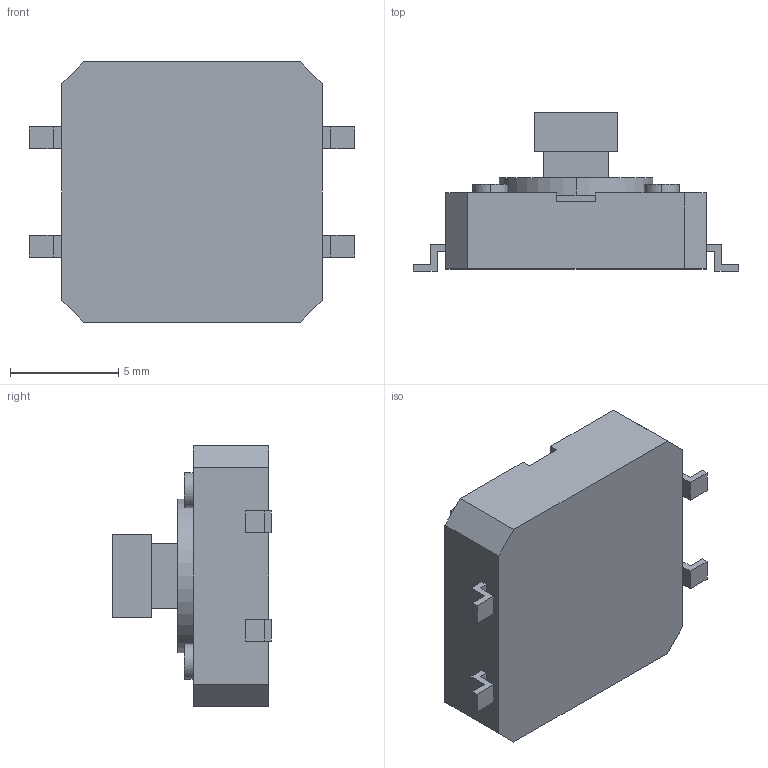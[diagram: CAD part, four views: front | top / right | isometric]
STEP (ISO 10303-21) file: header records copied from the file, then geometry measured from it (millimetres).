
FILE_DESCRIPTION (( 'STEP AP214' ), '1' );
FILE_NAME ('B3FS_4055P.step', '2016-10-13T00:40:26', ( 'OSMC1.0 ' ), ( ' ' ), 'SwSTEP 2.0', 'SolidWorks 2002025', '' );
FILE_SCHEMA (( 'AUTOMOTIVE_DESIGN' ));
Length unit declared in the file: millimetre
Products named in the file (1): B3FS_4055P
Bounding box: 15 x 7.3 x 12 mm (x, y, z)
Volume: 559.3 mm3; surface area: 578.1 mm2
Topology: 1 solids, 1 shells, 99 faces, 252 edges, 168 vertices
Faces by surface type: plane 87, cylinder 12
Entity records: 3468 total; most frequent: CARTESIAN_POINT 520, ORIENTED_EDGE 504, DIRECTION 476, EDGE_CURVE 252, VECTOR 228, LINE 228, VERTEX_POINT 168, AXIS2_PLACEMENT_3D 124
